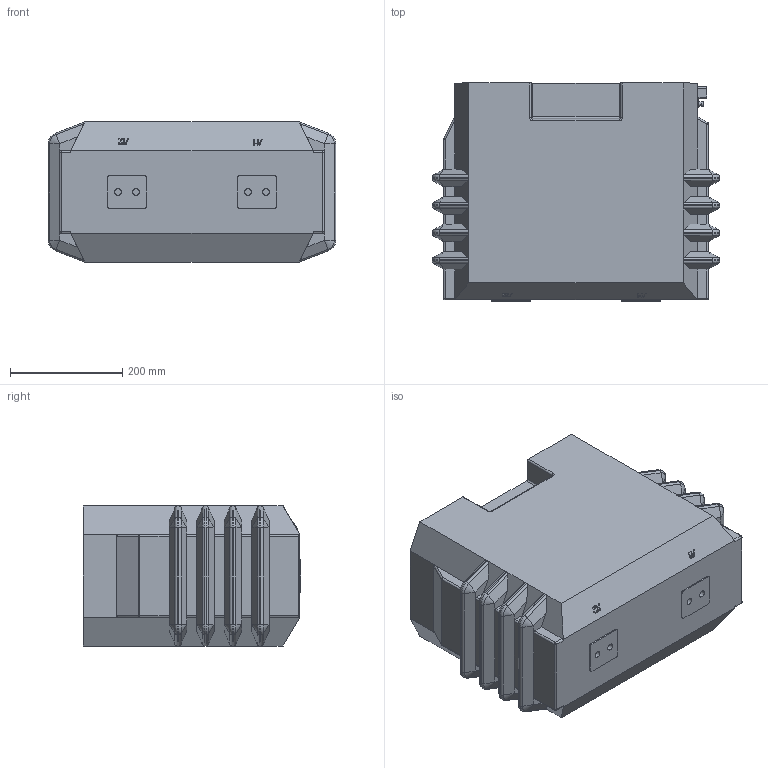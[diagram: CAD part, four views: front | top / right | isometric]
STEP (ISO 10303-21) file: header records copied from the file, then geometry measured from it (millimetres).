
FILE_DESCRIPTION(('STEP AP242'), '1');
FILE_NAME('ÒËÎ-35 Ì7AC 1500À 5îáì', '', ('UNSPECIFIED'), ('UNSPECIFIED'), 'ASCON STEP Converter 1.6', 'ASCON Math Kernel', '');
FILE_SCHEMA(('AP242_MANAGED_MODEL_BASED_3D_ENGINEERING_MIM_LF { 1 0 10303 442 1 1 4 }'));
Length unit declared in the file: millimetre
Products named in the file (6): 鎗鵻罻 楟.8.211.004
Assembly tree (21 placements, depth 2):
  (unnamed)
    (unnamed)
    鎗鵻罻 楟.8.211.004  x10
    (unnamed)
    (unnamed)  x8
    (unnamed)
Bounding box: 513 x 389 x 250 mm (x, y, z)
Volume: 42321635.4 mm3; surface area: 850748.8 mm2
Topology: 21 solids, 21 shells, 2482 faces, 6777 edges, 4348 vertices
Faces by surface type: cylinder 1331, plane 980, bspline 72, cone 49, torus 38, sphere 12
Full cylindrical faces by diameter (mm): 2 x4, 2.5 x1, 4 x10, 4.917 x10, 5 x2, 5.5 x1, 6 x10, 8 x1, 10 x10, 10.106 x8, 12 x4, 17 x16
Entity records: 96164 total; most frequent: CARTESIAN_POINT 19872, DIRECTION 12766, ORIENTED_EDGE 12092, EDGE_CURVE 6046, AXIS2_PLACEMENT_3D 4680, VERTEX_POINT 3960, LINE 3406, VECTOR 3406
